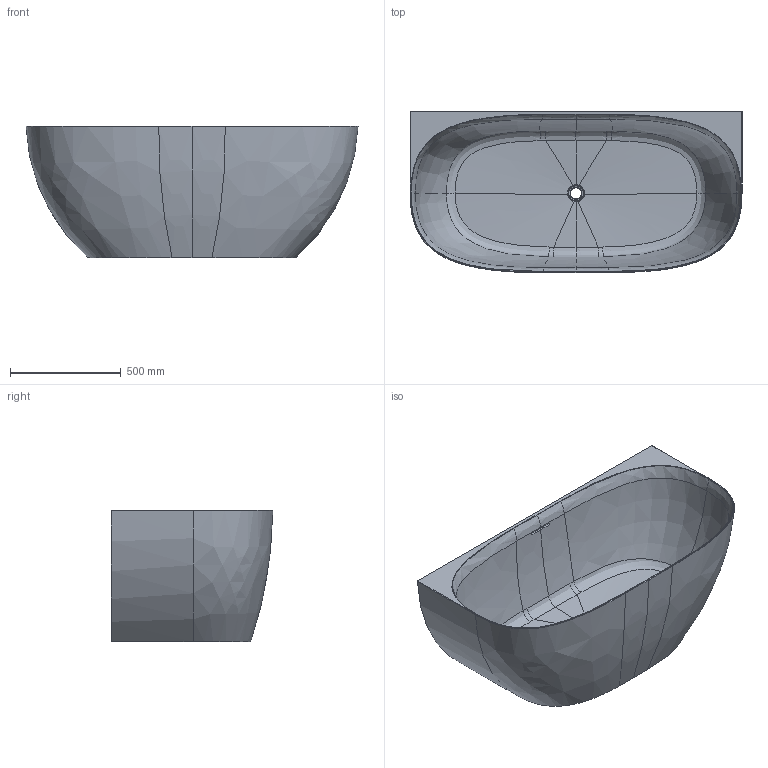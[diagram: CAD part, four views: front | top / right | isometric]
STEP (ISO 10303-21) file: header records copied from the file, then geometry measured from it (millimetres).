
FILE_DESCRIPTION(/* description */ (''),/* implementation_level */ '2;1');
FILE_NAME(/* name */ 'STEP - YL6203A_9512448',/* time_stamp */ '2023-12-13T11:17:44+11:00',/* author */ (''),/* organization */ (''),/* preprocessor_version */ 'ST-DEVELOPER v16.5',/* originating_system */ 'Rhino 7.23',/* authorisation */ '');
FILE_SCHEMA (('AUTOMOTIVE_DESIGN'));
Length unit declared in the file: millimetre
Products named in the file (1): Document
Bounding box: 1499.82 x 729.97 x 595 mm (x, y, z)
Volume: 61568959.5 mm3; surface area: 6022545.9 mm2
Topology: 1 solids, 1 shells, 190 faces, 461 edges, 273 vertices
Faces by surface type: bspline 139, cylinder 26, plane 25
Entity records: 14274 total; most frequent: CARTESIAN_POINT 11451, ORIENTED_EDGE 922, EDGE_CURVE 461, B_SPLINE_CURVE_WITH_KNOTS 352, VERTEX_POINT 273, EDGE_LOOP 194, ADVANCED_FACE 190, FACE_OUTER_BOUND 190
